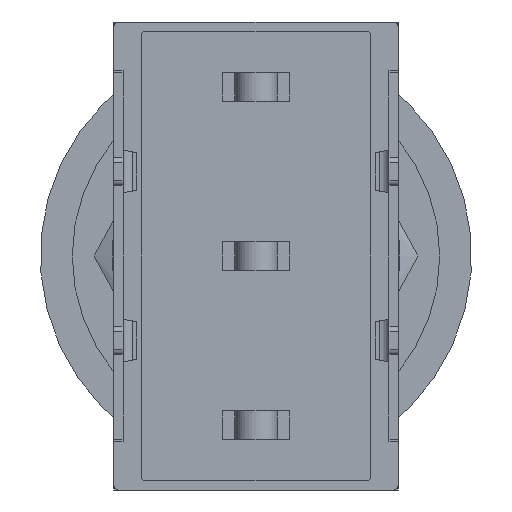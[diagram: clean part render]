
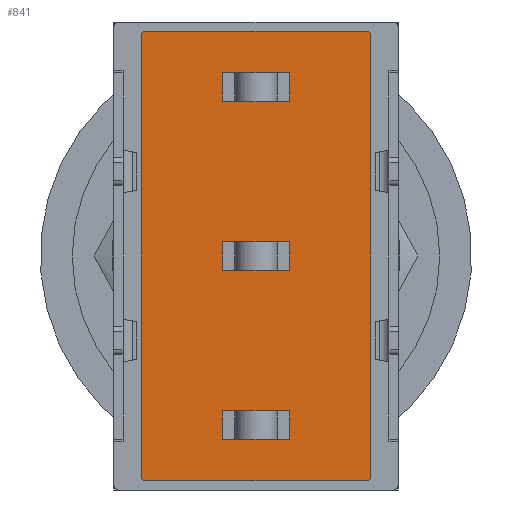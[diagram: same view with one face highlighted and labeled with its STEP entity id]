
A CAD part, front view. The second image highlights one B-rep face of the part: STEP entity #841.
In plain terms, the highlighted planar face has unit normal (0, -1, 0).
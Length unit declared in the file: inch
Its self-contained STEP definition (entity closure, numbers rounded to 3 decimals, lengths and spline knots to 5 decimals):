
#841 = ADVANCED_FACE( '', ( #1602, #1603, #1604, #1605 ), #1606, .F. );
#1602 = FACE_BOUND( '', #2350, .T. );
#1603 = FACE_BOUND( '', #2351, .T. );
#1604 = FACE_BOUND( '', #2352, .T. );
#1605 = FACE_OUTER_BOUND( '', #2353, .T. );
#1606 = PLANE( '', #2354 );
#2350 = EDGE_LOOP( '', ( #4297, #4298, #4299, #4300 ) );
#2351 = EDGE_LOOP( '', ( #4301, #4302, #4303, #4304 ) );
#2352 = EDGE_LOOP( '', ( #4305, #4306, #4307, #4308 ) );
#2353 = EDGE_LOOP( '', ( #4309, #4310, #4311, #4312, #4313, #4314, #4315, #4316 ) );
#2354 = AXIS2_PLACEMENT_3D( '', #4317, #4318, #4319 );
#4297 = ORIENTED_EDGE( '', *, *, #5488, .F. );
#4298 = ORIENTED_EDGE( '', *, *, #5105, .F. );
#4299 = ORIENTED_EDGE( '', *, *, #5024, .T. );
#4300 = ORIENTED_EDGE( '', *, *, #5489, .T. );
#4301 = ORIENTED_EDGE( '', *, *, #5168, .F. );
#4302 = ORIENTED_EDGE( '', *, *, #5377, .F. );
#4303 = ORIENTED_EDGE( '', *, *, #5396, .T. );
#4304 = ORIENTED_EDGE( '', *, *, #4786, .T. );
#4305 = ORIENTED_EDGE( '', *, *, #5164, .F. );
#4306 = ORIENTED_EDGE( '', *, *, #4884, .F. );
#4307 = ORIENTED_EDGE( '', *, *, #5128, .T. );
#4308 = ORIENTED_EDGE( '', *, *, #5390, .T. );
#4309 = ORIENTED_EDGE( '', *, *, #5328, .F. );
#4310 = ORIENTED_EDGE( '', *, *, #5490, .F. );
#4311 = ORIENTED_EDGE( '', *, *, #5147, .F. );
#4312 = ORIENTED_EDGE( '', *, *, #5269, .F. );
#4313 = ORIENTED_EDGE( '', *, *, #4980, .F. );
#4314 = ORIENTED_EDGE( '', *, *, #5481, .F. );
#4315 = ORIENTED_EDGE( '', *, *, #5221, .F. );
#4316 = ORIENTED_EDGE( '', *, *, #5441, .F. );
#4317 = CARTESIAN_POINT( '', ( -0.12038, 0., 0.24088 ) );
#4318 = DIRECTION( '', ( 0., 1., 0. ) );
#4319 = DIRECTION( '', ( 0., 0., 1. ) );
#4786 = EDGE_CURVE( '', #5751, #5748, #5752, .T. );
#4884 = EDGE_CURVE( '', #5920, #5907, #5922, .T. );
#4980 = EDGE_CURVE( '', #6072, #6073, #6074, .T. );
#5024 = EDGE_CURVE( '', #6139, #6137, #6140, .T. );
#5105 = EDGE_CURVE( '', #6139, #6259, #6264, .T. );
#5128 = EDGE_CURVE( '', #5920, #6295, #6297, .T. );
#5147 = EDGE_CURVE( '', #6323, #6324, #6325, .T. );
#5164 = EDGE_CURVE( '', #5907, #6345, #6349, .T. );
#5168 = EDGE_CURVE( '', #6353, #5748, #6355, .T. );
#5221 = EDGE_CURVE( '', #6429, #6430, #6431, .T. );
#5269 = EDGE_CURVE( '', #6073, #6323, #6498, .T. );
#5328 = EDGE_CURVE( '', #6574, #6575, #6576, .T. );
#5377 = EDGE_CURVE( '', #6639, #6353, #6641, .T. );
#5390 = EDGE_CURVE( '', #6295, #6345, #6656, .T. );
#5396 = EDGE_CURVE( '', #6639, #5751, #6662, .T. );
#5441 = EDGE_CURVE( '', #6575, #6429, #6717, .T. );
#5481 = EDGE_CURVE( '', #6430, #6072, #6764, .T. );
#5488 = EDGE_CURVE( '', #6259, #6771, #6772, .T. );
#5489 = EDGE_CURVE( '', #6137, #6771, #6773, .T. );
#5490 = EDGE_CURVE( '', #6324, #6574, #6774, .T. );
#5748 = VERTEX_POINT( '', #7131 );
#5751 = VERTEX_POINT( '', #7135 );
#5752 = LINE( '', #7136, #7137 );
#5907 = VERTEX_POINT( '', #7368 );
#5920 = VERTEX_POINT( '', #7386 );
#5922 = LINE( '', #7389, #7390 );
#6072 = VERTEX_POINT( '', #7613 );
#6073 = VERTEX_POINT( '', #7614 );
#6074 = LINE( '', #7615, #7616 );
#6137 = VERTEX_POINT( '', #7702 );
#6139 = VERTEX_POINT( '', #7705 );
#6140 = LINE( '', #7706, #7707 );
#6259 = VERTEX_POINT( '', #7929 );
#6264 = LINE( '', #7936, #7937 );
#6295 = VERTEX_POINT( '', #7978 );
#6297 = LINE( '', #7981, #7982 );
#6323 = VERTEX_POINT( '', #8022 );
#6324 = VERTEX_POINT( '', #8023 );
#6325 = LINE( '', #8024, #8025 );
#6345 = VERTEX_POINT( '', #8053 );
#6349 = LINE( '', #8059, #8060 );
#6353 = VERTEX_POINT( '', #8065 );
#6355 = LINE( '', #8068, #8069 );
#6429 = VERTEX_POINT( '', #8175 );
#6430 = VERTEX_POINT( '', #8176 );
#6431 = LINE( '', #8177, #8178 );
#6498 = CIRCLE( '', #8274, 0.00512 );
#6574 = VERTEX_POINT( '', #8382 );
#6575 = VERTEX_POINT( '', #8383 );
#6576 = LINE( '', #8384, #8385 );
#6639 = VERTEX_POINT( '', #8475 );
#6641 = LINE( '', #8478, #8479 );
#6656 = LINE( '', #8500, #8501 );
#6662 = LINE( '', #8509, #8510 );
#6717 = CIRCLE( '', #8586, 0.00512 );
#6764 = CIRCLE( '', #8653, 0.00512 );
#6771 = VERTEX_POINT( '', #8662 );
#6772 = LINE( '', #8663, #8664 );
#6773 = LINE( '', #8665, #8666 );
#6774 = CIRCLE( '', #8667, 0.00512 );
#7131 = CARTESIAN_POINT( '', ( -0.0365, 0., -0.0155 ) );
#7135 = CARTESIAN_POINT( '', ( 0.0365, 0., -0.0155 ) );
#7136 = CARTESIAN_POINT( '', ( 0.0365, 0., -0.0155 ) );
#7137 = VECTOR( '', #8884, 39.37008 );
#7368 = CARTESIAN_POINT( '', ( -0.0365, 0., -0.1695 ) );
#7386 = CARTESIAN_POINT( '', ( 0.0365, 0., -0.1695 ) );
#7389 = CARTESIAN_POINT( '', ( 0.0365, 0., -0.1695 ) );
#7390 = VECTOR( '', #8999, 39.37008 );
#7613 = CARTESIAN_POINT( '', ( 0.1255, 0., 0.24088 ) );
#7614 = CARTESIAN_POINT( '', ( 0.1255, 0., -0.24088 ) );
#7615 = CARTESIAN_POINT( '', ( 0.1255, 0., 0.24088 ) );
#7616 = VECTOR( '', #9095, 39.37008 );
#7702 = CARTESIAN_POINT( '', ( 0.0365, 0., 0.1695 ) );
#7705 = CARTESIAN_POINT( '', ( 0.0365, 0., 0.2005 ) );
#7706 = CARTESIAN_POINT( '', ( 0.0365, 0., 0.2005 ) );
#7707 = VECTOR( '', #9147, 39.37008 );
#7929 = CARTESIAN_POINT( '', ( -0.0365, 0., 0.2005 ) );
#7936 = CARTESIAN_POINT( '', ( 0.0365, 0., 0.2005 ) );
#7937 = VECTOR( '', #9200, 39.37008 );
#7978 = CARTESIAN_POINT( '', ( 0.0365, 0., -0.2005 ) );
#7981 = CARTESIAN_POINT( '', ( 0.0365, 0., -0.1695 ) );
#7982 = VECTOR( '', #9221, 39.37008 );
#8022 = CARTESIAN_POINT( '', ( 0.12038, 0., -0.246 ) );
#8023 = CARTESIAN_POINT( '', ( -0.12038, 0., -0.246 ) );
#8024 = CARTESIAN_POINT( '', ( 0.12038, 0., -0.246 ) );
#8025 = VECTOR( '', #9239, 39.37008 );
#8053 = CARTESIAN_POINT( '', ( -0.0365, 0., -0.2005 ) );
#8059 = CARTESIAN_POINT( '', ( -0.0365, 0., -0.1695 ) );
#8060 = VECTOR( '', #9253, 39.37008 );
#8065 = CARTESIAN_POINT( '', ( -0.0365, 0., 0.0155 ) );
#8068 = CARTESIAN_POINT( '', ( -0.0365, 0., 0.0155 ) );
#8069 = VECTOR( '', #9256, 39.37008 );
#8175 = CARTESIAN_POINT( '', ( -0.12038, 0., 0.246 ) );
#8176 = CARTESIAN_POINT( '', ( 0.12038, 0., 0.246 ) );
#8177 = CARTESIAN_POINT( '', ( -0.12038, 0., 0.246 ) );
#8178 = VECTOR( '', #9304, 39.37008 );
#8274 = AXIS2_PLACEMENT_3D( '', #9358, #9359, #9360 );
#8382 = CARTESIAN_POINT( '', ( -0.1255, 0., -0.24088 ) );
#8383 = CARTESIAN_POINT( '', ( -0.1255, 0., 0.24088 ) );
#8384 = CARTESIAN_POINT( '', ( -0.1255, 0., -0.24088 ) );
#8385 = VECTOR( '', #9414, 39.37008 );
#8475 = CARTESIAN_POINT( '', ( 0.0365, 0., 0.0155 ) );
#8478 = CARTESIAN_POINT( '', ( 0.0365, 0., 0.0155 ) );
#8479 = VECTOR( '', #9468, 39.37008 );
#8500 = CARTESIAN_POINT( '', ( 0.0365, 0., -0.2005 ) );
#8501 = VECTOR( '', #9481, 39.37008 );
#8509 = CARTESIAN_POINT( '', ( 0.0365, 0., 0.0155 ) );
#8510 = VECTOR( '', #9487, 39.37008 );
#8586 = AXIS2_PLACEMENT_3D( '', #9530, #9531, #9532 );
#8653 = AXIS2_PLACEMENT_3D( '', #9556, #9557, #9558 );
#8662 = CARTESIAN_POINT( '', ( -0.0365, 0., 0.1695 ) );
#8663 = CARTESIAN_POINT( '', ( -0.0365, 0., 0.2005 ) );
#8664 = VECTOR( '', #9561, 39.37008 );
#8665 = CARTESIAN_POINT( '', ( 0.0365, 0., 0.1695 ) );
#8666 = VECTOR( '', #9562, 39.37008 );
#8667 = AXIS2_PLACEMENT_3D( '', #9563, #9564, #9565 );
#8884 = DIRECTION( '', ( -1., 0., 0. ) );
#8999 = DIRECTION( '', ( -1., 0., 0. ) );
#9095 = DIRECTION( '', ( 0., 0., -1. ) );
#9147 = DIRECTION( '', ( 0., 0., -1. ) );
#9200 = DIRECTION( '', ( -1., 0., 0. ) );
#9221 = DIRECTION( '', ( 0., 0., -1. ) );
#9239 = DIRECTION( '', ( -1., 0., 0. ) );
#9253 = DIRECTION( '', ( 0., 0., -1. ) );
#9256 = DIRECTION( '', ( 0., 0., -1. ) );
#9304 = DIRECTION( '', ( 1., 0., 0. ) );
#9358 = CARTESIAN_POINT( '', ( 0.12038, 0., -0.24088 ) );
#9359 = DIRECTION( '', ( 0., 1., 0. ) );
#9360 = DIRECTION( '', ( 1., 0., 0. ) );
#9414 = DIRECTION( '', ( 0., 0., 1. ) );
#9468 = DIRECTION( '', ( -1., 0., 0. ) );
#9481 = DIRECTION( '', ( -1., 0., 0. ) );
#9487 = DIRECTION( '', ( 0., 0., -1. ) );
#9530 = CARTESIAN_POINT( '', ( -0.12038, 0., 0.24088 ) );
#9531 = DIRECTION( '', ( 0., 1., 0. ) );
#9532 = DIRECTION( '', ( 1., 0., 0. ) );
#9556 = CARTESIAN_POINT( '', ( 0.12038, 0., 0.24088 ) );
#9557 = DIRECTION( '', ( 0., 1., 0. ) );
#9558 = DIRECTION( '', ( 1., 0., 0. ) );
#9561 = DIRECTION( '', ( 0., 0., -1. ) );
#9562 = DIRECTION( '', ( -1., 0., 0. ) );
#9563 = CARTESIAN_POINT( '', ( -0.12038, 0., -0.24088 ) );
#9564 = DIRECTION( '', ( 0., 1., 0. ) );
#9565 = DIRECTION( '', ( 1., 0., 0. ) );
